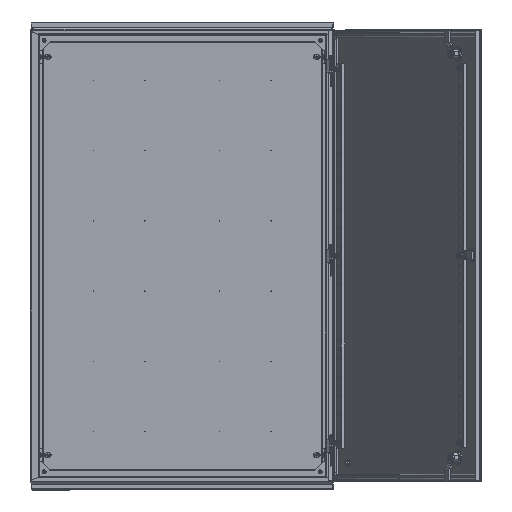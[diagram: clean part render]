
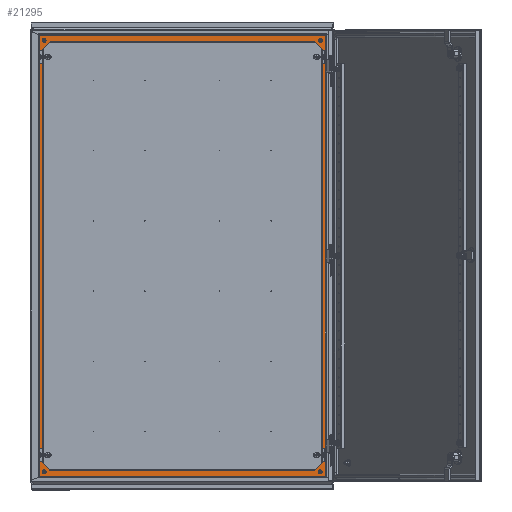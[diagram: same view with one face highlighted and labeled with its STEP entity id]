
A CAD part, top view. The second image highlights one B-rep face of the part: STEP entity #21295.
In plain terms, the highlighted planar face has unit normal (0, 0, 1).
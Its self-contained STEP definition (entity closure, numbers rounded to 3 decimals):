
#75 = ORIENTED_EDGE ( 'NONE', *, *, #19492, .F. ) ;
#1829 = AXIS2_PLACEMENT_3D ( 'NONE', #41962, #42090, #37122 ) ;
#2487 = VECTOR ( 'NONE', #33735, 1000. ) ;
#2741 = VERTEX_POINT ( 'NONE', #9575 ) ;
#2935 = EDGE_CURVE ( 'NONE', #23424, #5371, #29921, .T. ) ;
#2972 = CARTESIAN_POINT ( 'NONE',  ( -479.833, 68.428, 0. ) ) ;
#2990 = DIRECTION ( 'NONE',  ( 0., 0., 1. ) ) ;
#4495 = VERTEX_POINT ( 'NONE', #2972 ) ;
#5169 = CARTESIAN_POINT ( 'NONE',  ( 141.217, -873.573, 0. ) ) ;
#5371 = VERTEX_POINT ( 'NONE', #46728 ) ;
#5581 = EDGE_CURVE ( 'NONE', #47481, #31589, #24103, .T. ) ;
#5856 = CARTESIAN_POINT ( 'NONE',  ( 113.417, -853.316, 0. ) ) ;
#6495 = CARTESIAN_POINT ( 'NONE',  ( 113.417, -853.316, 0. ) ) ;
#7106 = DIRECTION ( 'NONE',  ( -1., 0., 0. ) ) ;
#7587 = CARTESIAN_POINT ( 'NONE',  ( 110.167, 68.428, 0. ) ) ;
#8519 = LINE ( 'NONE', #10824, #49315 ) ;
#8524 = CIRCLE ( 'NONE', #31626, 3.25 ) ;
#9575 = CARTESIAN_POINT ( 'NONE',  ( 116.667, 68.428, 0. ) ) ;
#9782 = CARTESIAN_POINT ( 'NONE',  ( -506.583, -873.944, 0. ) ) ;
#9948 = CARTESIAN_POINT ( 'NONE',  ( 113.417, 68.428, 0. ) ) ;
#10410 = FACE_BOUND ( 'NONE', #51030, .T. ) ;
#10488 = DIRECTION ( 'NONE',  ( 1., 0., 0. ) ) ;
#10602 = CARTESIAN_POINT ( 'NONE',  ( 141.217, 88.685, 0. ) ) ;
#10824 = CARTESIAN_POINT ( 'NONE',  ( 141.217, 89.056, 0. ) ) ;
#11384 = CARTESIAN_POINT ( 'NONE',  ( -473.333, -853.316, 0. ) ) ;
#11668 = FACE_BOUND ( 'NONE', #16253, .T. ) ;
#13633 = AXIS2_PLACEMENT_3D ( 'NONE', #5856, #24333, #23099 ) ;
#13932 = DIRECTION ( 'NONE',  ( -1., 0., 0. ) ) ;
#15939 = CIRCLE ( 'NONE', #17358, 3.25 ) ;
#16118 = CARTESIAN_POINT ( 'NONE',  ( -476.583, -853.316, 0. ) ) ;
#16163 = VERTEX_POINT ( 'NONE', #7587 ) ;
#16253 = EDGE_LOOP ( 'NONE', ( #39160, #16336 ) ) ;
#16336 = ORIENTED_EDGE ( 'NONE', *, *, #32770, .F. ) ;
#16347 = VERTEX_POINT ( 'NONE', #24711 ) ;
#17173 = CIRCLE ( 'NONE', #49622, 3.25 ) ;
#17358 = AXIS2_PLACEMENT_3D ( 'NONE', #17749, #45371, #21736 ) ;
#17600 = CARTESIAN_POINT ( 'NONE',  ( -504.383, -873.944, 0. ) ) ;
#17749 = CARTESIAN_POINT ( 'NONE',  ( -476.583, 68.428, 0. ) ) ;
#18183 = EDGE_CURVE ( 'NONE', #31589, #47481, #36514, .T. ) ;
#18898 = CARTESIAN_POINT ( 'NONE',  ( 113.417, 68.428, 0. ) ) ;
#19176 = EDGE_CURVE ( 'NONE', #26954, #48610, #8519, .T. ) ;
#19492 = EDGE_CURVE ( 'NONE', #4495, #35624, #15939, .T. ) ;
#20112 = DIRECTION ( 'NONE',  ( -1., 0., 0. ) ) ;
#21295 = ADVANCED_FACE ( 'NONE', ( #10410, #11668, #50820, #40719, #30240 ), #45380, .T. ) ;
#21623 = CARTESIAN_POINT ( 'NONE',  ( -473.333, 68.428, 0. ) ) ;
#21736 = DIRECTION ( 'NONE',  ( 1., 0., 0. ) ) ;
#21742 = DIRECTION ( 'NONE',  ( 0., 0., 1. ) ) ;
#21764 = LINE ( 'NONE', #26873, #31040 ) ;
#21972 = CIRCLE ( 'NONE', #46439, 3.25 ) ;
#22869 = DIRECTION ( 'NONE',  ( -1., 0., 0. ) ) ;
#23099 = DIRECTION ( 'NONE',  ( 1., 0., 0. ) ) ;
#23131 = EDGE_CURVE ( 'NONE', #16163, #2741, #21972, .T. ) ;
#23424 = VERTEX_POINT ( 'NONE', #47078 ) ;
#23907 = EDGE_CURVE ( 'NONE', #2741, #16163, #31258, .T. ) ;
#24103 = CIRCLE ( 'NONE', #1829, 3.25 ) ;
#24333 = DIRECTION ( 'NONE',  ( 0., 0., 1. ) ) ;
#24711 = CARTESIAN_POINT ( 'NONE',  ( -504.383, -873.573, 0. ) ) ;
#25555 = DIRECTION ( 'NONE',  ( 0., 1., 0. ) ) ;
#26259 = ORIENTED_EDGE ( 'NONE', *, *, #29716, .F. ) ;
#26728 = CARTESIAN_POINT ( 'NONE',  ( -476.583, 68.428, 0. ) ) ;
#26756 = DIRECTION ( 'NONE',  ( 0., -1., 0. ) ) ;
#26873 = CARTESIAN_POINT ( 'NONE',  ( 141.217, -873.573, 0. ) ) ;
#26954 = VERTEX_POINT ( 'NONE', #10602 ) ;
#27413 = ORIENTED_EDGE ( 'NONE', *, *, #23907, .F. ) ;
#27771 = LINE ( 'NONE', #17600, #46302 ) ;
#28286 = CARTESIAN_POINT ( 'NONE',  ( -504.383, 88.685, 0. ) ) ;
#29716 = EDGE_CURVE ( 'NONE', #35624, #4495, #17173, .T. ) ;
#29737 = CARTESIAN_POINT ( 'NONE',  ( -504.383, 88.685, 0. ) ) ;
#29921 = CIRCLE ( 'NONE', #13633, 3.25 ) ;
#30240 = FACE_OUTER_BOUND ( 'NONE', #43131, .T. ) ;
#30704 = DIRECTION ( 'NONE',  ( 1., 0., 0. ) ) ;
#31040 = VECTOR ( 'NONE', #7106, 1000. ) ;
#31258 = CIRCLE ( 'NONE', #40832, 3.25 ) ;
#31589 = VERTEX_POINT ( 'NONE', #40321 ) ;
#31626 = AXIS2_PLACEMENT_3D ( 'NONE', #6495, #34193, #10488 ) ;
#32676 = EDGE_CURVE ( 'NONE', #16347, #49749, #27771, .T. ) ;
#32770 = EDGE_CURVE ( 'NONE', #5371, #23424, #8524, .T. ) ;
#33134 = ORIENTED_EDGE ( 'NONE', *, *, #5581, .F. ) ;
#33332 = EDGE_LOOP ( 'NONE', ( #27413, #42584 ) ) ;
#33735 = DIRECTION ( 'NONE',  ( 1., 0., 0. ) ) ;
#34074 = LINE ( 'NONE', #29737, #2487 ) ;
#34193 = DIRECTION ( 'NONE',  ( 0., 0., 1. ) ) ;
#35624 = VERTEX_POINT ( 'NONE', #21623 ) ;
#36514 = CIRCLE ( 'NONE', #44452, 3.25 ) ;
#37122 = DIRECTION ( 'NONE',  ( -1., 0., 0. ) ) ;
#37616 = DIRECTION ( 'NONE',  ( 0., 0., 1. ) ) ;
#39160 = ORIENTED_EDGE ( 'NONE', *, *, #2935, .F. ) ;
#39588 = AXIS2_PLACEMENT_3D ( 'NONE', #9782, #21742, #49320 ) ;
#40321 = CARTESIAN_POINT ( 'NONE',  ( -479.833, -853.316, 0. ) ) ;
#40690 = ORIENTED_EDGE ( 'NONE', *, *, #18183, .F. ) ;
#40719 = FACE_BOUND ( 'NONE', #48611, .T. ) ;
#40832 = AXIS2_PLACEMENT_3D ( 'NONE', #18898, #46516, #22869 ) ;
#41962 = CARTESIAN_POINT ( 'NONE',  ( -476.583, -853.316, 0. ) ) ;
#42090 = DIRECTION ( 'NONE',  ( 0., 0., 1. ) ) ;
#42584 = ORIENTED_EDGE ( 'NONE', *, *, #23131, .F. ) ;
#43131 = EDGE_LOOP ( 'NONE', ( #45810, #50079, #46895, #48395 ) ) ;
#43783 = DIRECTION ( 'NONE',  ( 0., 0., 1. ) ) ;
#44452 = AXIS2_PLACEMENT_3D ( 'NONE', #16118, #43783, #20112 ) ;
#45371 = DIRECTION ( 'NONE',  ( 0., 0., 1. ) ) ;
#45380 = PLANE ( 'NONE',  #39588 ) ;
#45810 = ORIENTED_EDGE ( 'NONE', *, *, #19176, .F. ) ;
#46302 = VECTOR ( 'NONE', #25555, 1000. ) ;
#46439 = AXIS2_PLACEMENT_3D ( 'NONE', #9948, #37616, #13932 ) ;
#46516 = DIRECTION ( 'NONE',  ( 0., 0., 1. ) ) ;
#46728 = CARTESIAN_POINT ( 'NONE',  ( 110.167, -853.316, 0. ) ) ;
#46868 = EDGE_CURVE ( 'NONE', #48610, #16347, #21764, .T. ) ;
#46895 = ORIENTED_EDGE ( 'NONE', *, *, #32676, .F. ) ;
#47078 = CARTESIAN_POINT ( 'NONE',  ( 116.667, -853.316, 0. ) ) ;
#47218 = EDGE_CURVE ( 'NONE', #49749, #26954, #34074, .T. ) ;
#47481 = VERTEX_POINT ( 'NONE', #11384 ) ;
#48395 = ORIENTED_EDGE ( 'NONE', *, *, #46868, .F. ) ;
#48610 = VERTEX_POINT ( 'NONE', #5169 ) ;
#48611 = EDGE_LOOP ( 'NONE', ( #26259, #75 ) ) ;
#49315 = VECTOR ( 'NONE', #26756, 1000. ) ;
#49320 = DIRECTION ( 'NONE',  ( 1., 0., 0. ) ) ;
#49622 = AXIS2_PLACEMENT_3D ( 'NONE', #26728, #2990, #30704 ) ;
#49749 = VERTEX_POINT ( 'NONE', #28286 ) ;
#50079 = ORIENTED_EDGE ( 'NONE', *, *, #47218, .F. ) ;
#50820 = FACE_BOUND ( 'NONE', #33332, .T. ) ;
#51030 = EDGE_LOOP ( 'NONE', ( #33134, #40690 ) ) ;
